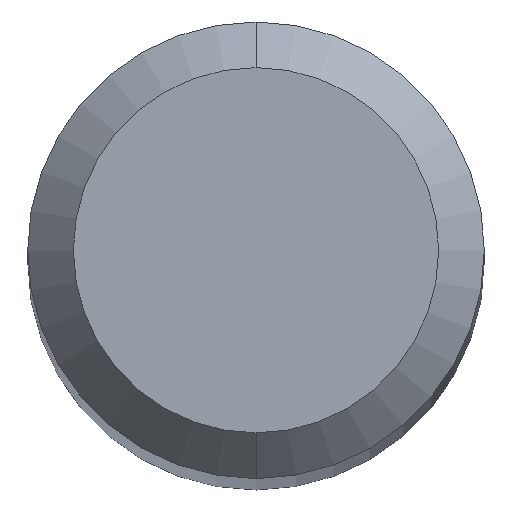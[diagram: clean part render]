
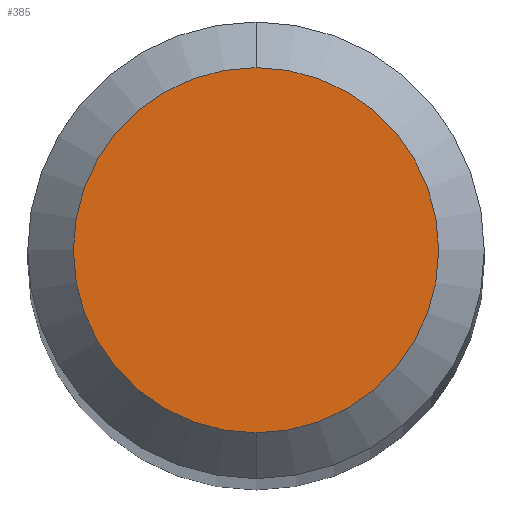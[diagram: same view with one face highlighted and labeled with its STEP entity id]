
A CAD part, top view. The second image highlights one B-rep face of the part: STEP entity #385.
In plain terms, the highlighted planar face has unit normal (0, 0, 1).
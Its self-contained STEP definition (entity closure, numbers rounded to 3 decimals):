
#185=VERTEX_POINT('',#478);
#187=VERTEX_POINT('',#480);
#385=ADVANCED_FACE('',(#698),#699,.T.);
#391=EDGE_CURVE('',#185,#187,#705,.T.);
#413=EDGE_CURVE('',#187,#185,#729,.T.);
#478=CARTESIAN_POINT('',(0.,-1.2,0.0));
#480=CARTESIAN_POINT('',(0.0,1.2,0.0));
#698=FACE_OUTER_BOUND('',#1286,.T.);
#699=PLANE('',#1287);
#705=CIRCLE('',#1298,1.2);
#729=CIRCLE('',#1339,1.2);
#1286=EDGE_LOOP('',(#1643,#1644));
#1287=AXIS2_PLACEMENT_3D('',#1645,#1646,#1647);
#1298=AXIS2_PLACEMENT_3D('',#1650,#1651,#1652);
#1339=AXIS2_PLACEMENT_3D('',#1677,#1678,#1679);
#1643=ORIENTED_EDGE('',*,*,#413,.F.);
#1644=ORIENTED_EDGE('',*,*,#391,.F.);
#1645=CARTESIAN_POINT('',(0.0,0.6,0.0));
#1646=DIRECTION('',(-0.0,0.0,1.0));
#1647=DIRECTION('',(0.0,-1.0,0.0));
#1650=CARTESIAN_POINT('',(0.0,0.0,0.0));
#1651=DIRECTION('',(0.0,0.0,-1.0));
#1652=DIRECTION('',(0.0,1.0,0.0));
#1677=CARTESIAN_POINT('',(0.0,0.0,0.0));
#1678=DIRECTION('',(0.0,0.0,-1.0));
#1679=DIRECTION('',(0.0,1.0,0.0));
